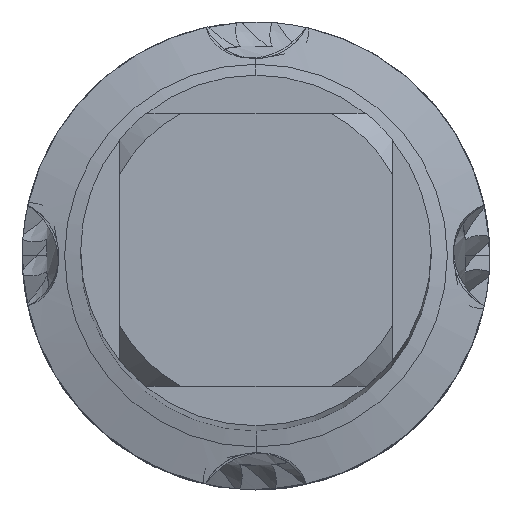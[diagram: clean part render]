
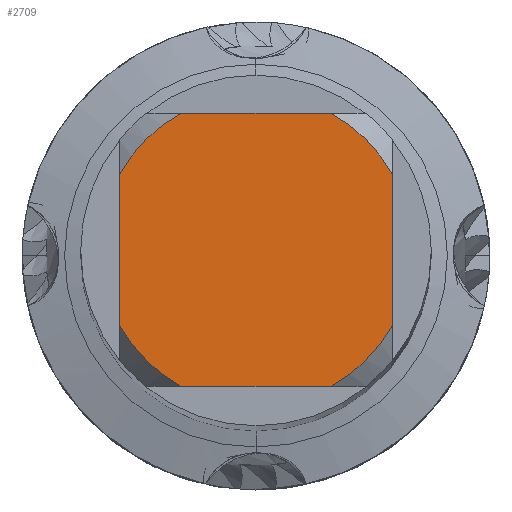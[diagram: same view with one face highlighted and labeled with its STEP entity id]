
A CAD part, top view. The second image highlights one B-rep face of the part: STEP entity #2709.
In plain terms, the highlighted planar face has unit normal (0, 0, 1).
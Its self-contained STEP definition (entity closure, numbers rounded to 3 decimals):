
#2327=EDGE_CURVE('',#4677,#4099,#6583,.T.);
#2709=ADVANCED_FACE('',(#7000),#7001,.T.);
#2973=EDGE_CURVE('',#6039,#4099,#7290,.T.);
#3567=VERTEX_POINT('',#7940);
#3813=EDGE_CURVE('',#3913,#4565,#8212,.T.);
#3913=VERTEX_POINT('',#8318);
#3995=EDGE_CURVE('',#4869,#4925,#8406,.T.);
#4099=VERTEX_POINT('',#8521);
#4115=EDGE_CURVE('',#4677,#4565,#8538,.T.);
#4565=VERTEX_POINT('',#9020);
#4677=VERTEX_POINT('',#9143);
#4869=VERTEX_POINT('',#9359);
#4925=VERTEX_POINT('',#9421);
#5373=EDGE_CURVE('',#4869,#3567,#9907,.T.);
#5747=EDGE_CURVE('',#6039,#3567,#10316,.T.);
#6039=VERTEX_POINT('',#10627);
#6073=EDGE_CURVE('',#3913,#4925,#10663,.T.);
#6583=CIRCLE('',#11463,4.0);
#7000=FACE_OUTER_BOUND('',#12865,.T.);
#7001=PLANE('',#12866);
#7290=LINE('',#13773,#13774);
#7940=CARTESIAN_POINT('',(1.936,-3.5,0.0));
#8212=CIRCLE('',#16696,4.0);
#8318=CARTESIAN_POINT('',(-3.5,1.936,0.0));
#8406=CIRCLE('',#17301,4.0);
#8521=CARTESIAN_POINT('',(3.5,1.936,0.0));
#8538=LINE('',#17684,#17685);
#9020=CARTESIAN_POINT('',(-1.936,3.5,0.0));
#9143=CARTESIAN_POINT('',(1.936,3.5,0.0));
#9359=CARTESIAN_POINT('',(-1.936,-3.5,0.0));
#9421=CARTESIAN_POINT('',(-3.5,-1.936,0.0));
#9907=LINE('',#21160,#21161);
#10316=CIRCLE('',#22338,4.0);
#10627=CARTESIAN_POINT('',(3.5,-1.936,0.0));
#10663=LINE('',#23152,#23153);
#11463=AXIS2_PLACEMENT_3D('',#24094,#24095,#24096);
#12865=EDGE_LOOP('',(#24619,#24620,#24621,#24622,#24623,#24624,#24625,#24626));
#12866=AXIS2_PLACEMENT_3D('',#24627,#24628,#24629);
#13773=CARTESIAN_POINT('',(3.5,1.0,0.0));
#13774=VECTOR('',#25040,1.0);
#16696=AXIS2_PLACEMENT_3D('',#26242,#26243,#26244);
#17301=AXIS2_PLACEMENT_3D('',#26416,#26417,#26418);
#17684=CARTESIAN_POINT('',(0.0,3.5,0.0));
#17685=VECTOR('',#26530,1.0);
#21160=CARTESIAN_POINT('',(0.0,-3.5,0.0));
#21161=VECTOR('',#27858,1.0);
#22338=AXIS2_PLACEMENT_3D('',#28264,#28265,#28266);
#23152=CARTESIAN_POINT('',(-3.5,1.0,0.0));
#23153=VECTOR('',#28570,1.0);
#24094=CARTESIAN_POINT('',(0.0,0.0,0.0));
#24095=DIRECTION('',(0.0,0.0,-1.0));
#24096=DIRECTION('',(0.0,1.0,0.0));
#24619=ORIENTED_EDGE('',*,*,#6073,.T.);
#24620=ORIENTED_EDGE('',*,*,#3995,.F.);
#24621=ORIENTED_EDGE('',*,*,#5373,.T.);
#24622=ORIENTED_EDGE('',*,*,#5747,.F.);
#24623=ORIENTED_EDGE('',*,*,#2973,.T.);
#24624=ORIENTED_EDGE('',*,*,#2327,.F.);
#24625=ORIENTED_EDGE('',*,*,#4115,.T.);
#24626=ORIENTED_EDGE('',*,*,#3813,.F.);
#24627=CARTESIAN_POINT('',(0.0,2.0,0.0));
#24628=DIRECTION('',(-0.0,0.0,1.0));
#24629=DIRECTION('',(0.0,-1.0,0.0));
#25040=DIRECTION('',(-0.0,1.0,0.0));
#26242=CARTESIAN_POINT('',(0.0,0.0,0.0));
#26243=DIRECTION('',(0.0,0.0,-1.0));
#26244=DIRECTION('',(0.0,1.0,0.0));
#26416=CARTESIAN_POINT('',(0.0,0.0,0.0));
#26417=DIRECTION('',(0.0,0.0,-1.0));
#26418=DIRECTION('',(0.0,1.0,0.0));
#26530=DIRECTION('',(-1.0,0.0,0.0));
#27858=DIRECTION('',(1.0,0.0,0.0));
#28264=CARTESIAN_POINT('',(0.0,0.0,0.0));
#28265=DIRECTION('',(0.0,0.0,-1.0));
#28266=DIRECTION('',(0.0,1.0,0.0));
#28570=DIRECTION('',(-0.0,-1.0,0.0));
